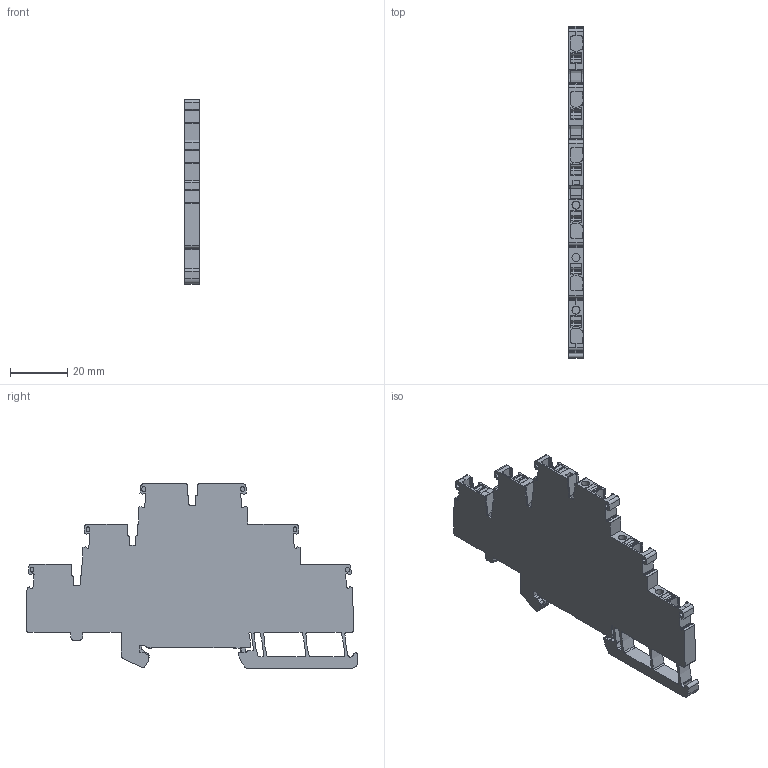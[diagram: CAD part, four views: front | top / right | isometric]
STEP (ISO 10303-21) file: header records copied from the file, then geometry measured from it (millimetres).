
FILE_DESCRIPTION(('CATIA V5 STEP Exchange','CAx-IF Rec.Pracs.--- Model Styling and Organization---1.5--- 2016-08-15','CAx-IF Rec.Pracs.---Supplemental Geometry---1.0---2011-11-01','CAx-IF Rec.Pracs.--- Composite Materials ---1.1---2010-07-15'),'2;1');
FILE_NAME ('D1462004_1', '2024-05-28T06:00:51+00:00', ('none'), ('Weidmueller'), 'CATIA Version 5-6 Release 2022 SP4 HF5', 'CATIA V5 STEP AP214 v3', 'none');
FILE_SCHEMA(('AUTOMOTIVE_DESIGN { 1 0 10303 214 1 1 1 1 }'));
Length unit declared in the file: millimetre
Products named in the file (1): 2428840000_A3T_2-5_N_FT_PE
Bounding box: 5.1 x 115.54 x 64.15 mm (x, y, z)
Volume: 21972.7 mm3; surface area: 14291.2 mm2
Topology: 1 solids, 1 shells, 899 faces, 2602 edges, 1724 vertices
Faces by surface type: plane 485, cylinder 382, extrusion 32
Entity records: 30429 total; most frequent: CARTESIAN_POINT 6891, ORIENTED_EDGE 5204, DIRECTION 3811, EDGE_CURVE 2602, VECTOR 1788, LINE 1756, VERTEX_POINT 1724, AXIS2_PLACEMENT_3D 1337
